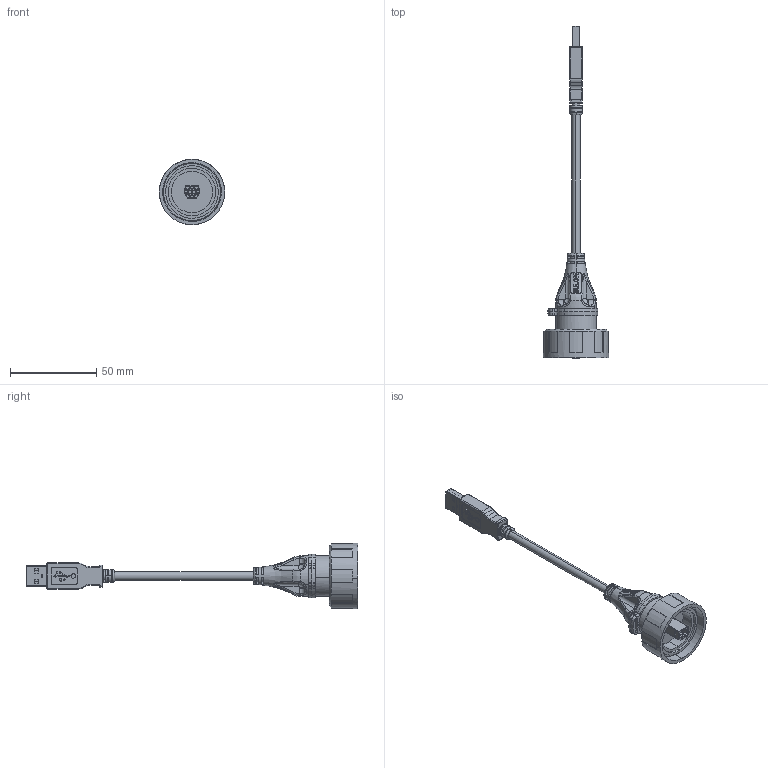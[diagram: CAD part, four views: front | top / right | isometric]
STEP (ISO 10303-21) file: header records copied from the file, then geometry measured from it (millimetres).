
FILE_DESCRIPTION(('STEP AP242'),'1');
FILE_NAME('px0840-b-xmxx.stp','2023-02-15T05:18:35',('TraceParts'),('TraceParts S.A.'),'Spatial InterOp 3D',' ',' ');
FILE_SCHEMA(('AP242_MANAGED_MODEL_BASED_3D_ENGINEERING_MIM_LF {1 0 10303 442 1 1 4}'));
Length unit declared in the file: millimetre
Products named in the file (1): px0840-b-xmxx_1
Bounding box: 37.97 x 192.81 x 37.93 mm (x, y, z)
Volume: 28269.7 mm3; surface area: 17204.8 mm2
Topology: 2 solids, 2 shells, 1389 faces, 3787 edges, 2472 vertices
Faces by surface type: plane 1115, cylinder 146, bspline 100, cone 28
Entity records: 59524 total; most frequent: CARTESIAN_POINT 14073, ORIENTED_EDGE 7558, DIRECTION 6823, EDGE_CURVE 3779, LINE 2821, VECTOR 2821, VERTEX_POINT 2472, AXIS2_PLACEMENT_3D 2001
